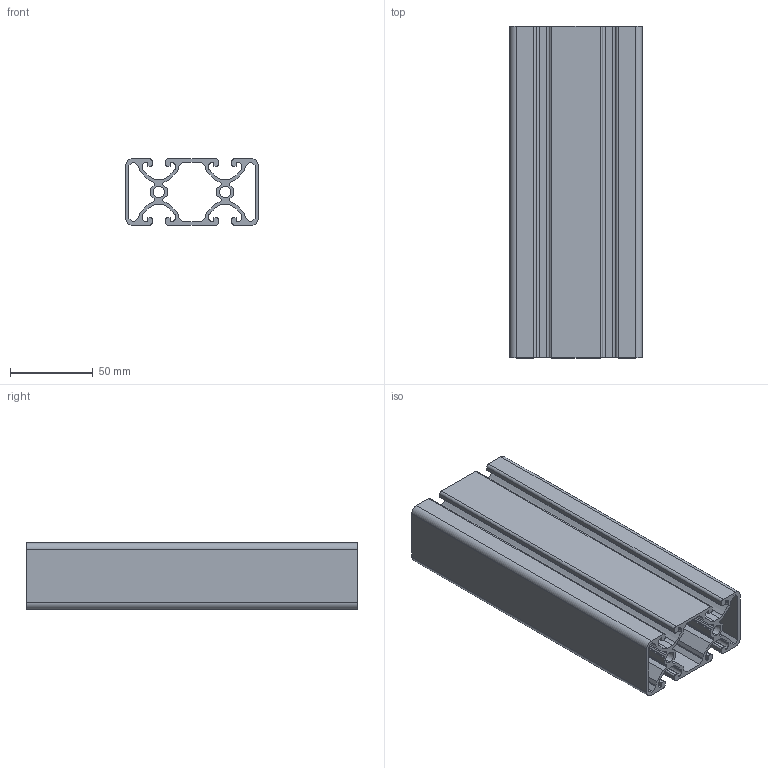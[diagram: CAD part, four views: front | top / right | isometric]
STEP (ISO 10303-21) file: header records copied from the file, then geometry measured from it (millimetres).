
FILE_DESCRIPTION (( 'STEP AP203' ), '1' );
FILE_NAME ('281804951_c_1.STEP', '2022-10-28T00:48:39', ( '' ), ( '' ), 'SwSTEP 2.0', 'SolidWorks 2014', '' );
FILE_SCHEMA (( 'CONFIG_CONTROL_DESIGN' ));
Length unit declared in the file: millimetre
Products named in the file (1): 281804951_c_1
Bounding box: 80 x 200 x 40 mm (x, y, z)
Volume: 172762.7 mm3; surface area: 153878.6 mm2
Topology: 1 solids, 1 shells, 246 faces, 732 edges, 488 vertices
Faces by surface type: plane 174, cylinder 72
Entity records: 8317 total; most frequent: CARTESIAN_POINT 1467, ORIENTED_EDGE 1464, DIRECTION 1370, EDGE_CURVE 732, VECTOR 588, LINE 588, VERTEX_POINT 488, AXIS2_PLACEMENT_3D 391
